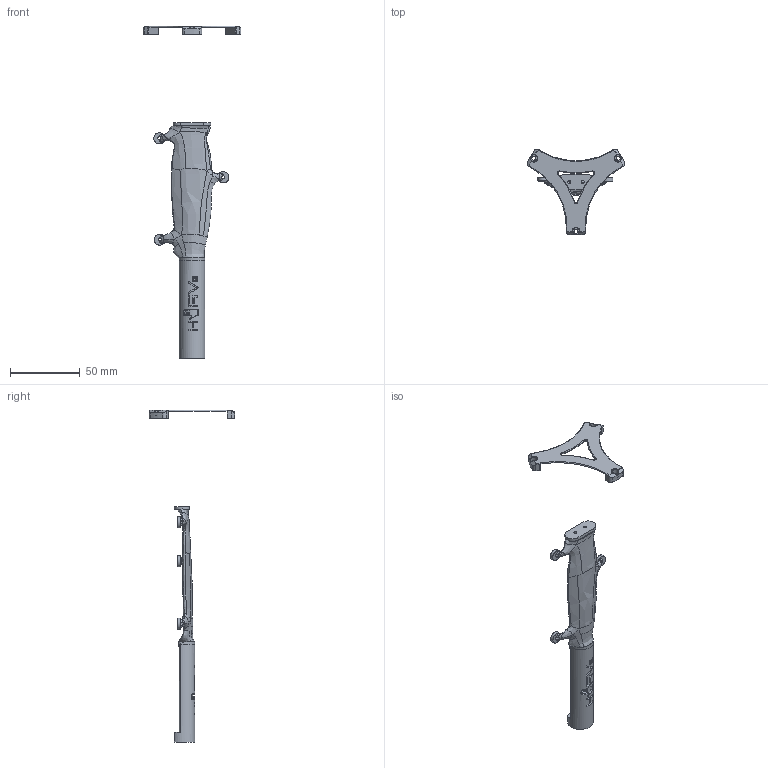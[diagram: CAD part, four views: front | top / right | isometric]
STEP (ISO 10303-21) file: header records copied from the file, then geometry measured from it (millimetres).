
FILE_DESCRIPTION(/* description */ (''),/* implementation_level */ '2;1');
FILE_NAME(/* name */ 'logger_mounting_electronics.step',/* time_stamp */ '2024-09-25T16:46:58+02:00',/* author */ (''),/* organization */ (''),/* preprocessor_version */ 'ST-DEVELOPER v20',/* originating_system */ 'Autodesk Translation Framework v13.20.0.188',/* authorisation */ '');
FILE_SCHEMA (('AUTOMOTIVE_DESIGN { 1 0 10303 214 3 1 1 }'));
Length unit declared in the file: millimetre
Products named in the file (3): logger_mounting_electronics_IOW; mounting_foot_electronics_IOW; logger_mounting_battery
Assembly tree (2 placements, depth 2):
  logger_mounting_electronics_IOW
    mounting_foot_electronics_IOW
    logger_mounting_battery
Bounding box: 70.31 x 61.74 x 238.5 mm (x, y, z)
Volume: 23635.9 mm3; surface area: 16182.9 mm2
Topology: 3 solids, 3 shells, 318 faces, 865 edges, 558 vertices
Faces by surface type: bspline 143, plane 88, cylinder 64, torus 18, cone 5
Full cylindrical faces by diameter (mm): 2.2 x5, 2.9 x3, 4.8 x3, 6.5 x1, 8 x3
Entity records: 24602 total; most frequent: CARTESIAN_POINT 17581, ORIENTED_EDGE 1728, DIRECTION 982, EDGE_CURVE 864, VERTEX_POINT 558, B_SPLINE_CURVE_WITH_KNOTS 421, AXIS2_PLACEMENT_3D 359, EDGE_LOOP 344
